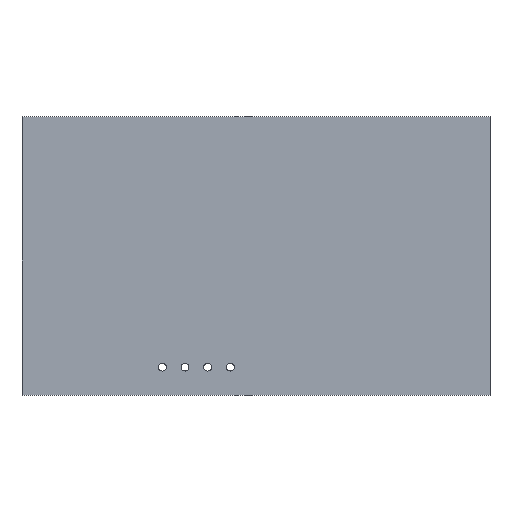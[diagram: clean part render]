
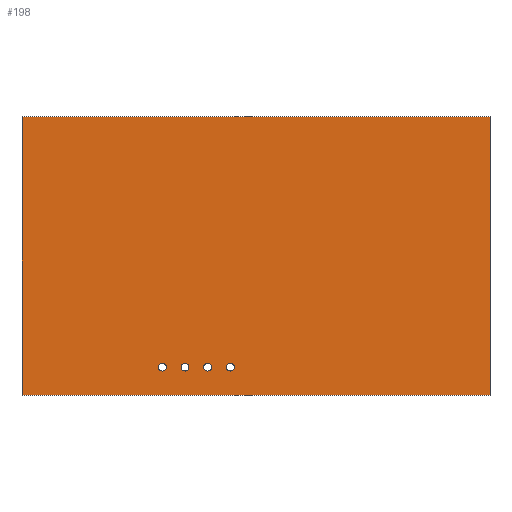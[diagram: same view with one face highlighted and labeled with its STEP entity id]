
A CAD part, top view. The second image highlights one B-rep face of the part: STEP entity #198.
In plain terms, the highlighted planar face has unit normal (0, 0, 1).
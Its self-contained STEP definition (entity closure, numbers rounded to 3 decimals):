
#42 = VERTEX_POINT('',#43);
#43 = CARTESIAN_POINT('',(66.853,-20.828,1.51));
#49 = EDGE_CURVE('',#42,#50,#52,.T.);
#50 = VERTEX_POINT('',#51);
#51 = CARTESIAN_POINT('',(14.351,-20.828,1.51));
#52 = LINE('',#53,#54);
#53 = CARTESIAN_POINT('',(66.853,-20.828,1.51));
#54 = VECTOR('',#55,1.);
#55 = DIRECTION('',(-1.,0.,0.));
#82 = VERTEX_POINT('',#83);
#83 = CARTESIAN_POINT('',(66.853,10.439,1.51));
#89 = EDGE_CURVE('',#82,#42,#90,.T.);
#90 = LINE('',#91,#92);
#91 = CARTESIAN_POINT('',(66.853,10.439,1.51));
#92 = VECTOR('',#93,1.);
#93 = DIRECTION('',(0.,-1.,0.));
#111 = EDGE_CURVE('',#50,#112,#114,.T.);
#112 = VERTEX_POINT('',#113);
#113 = CARTESIAN_POINT('',(14.351,10.439,1.51));
#114 = LINE('',#115,#116);
#115 = CARTESIAN_POINT('',(14.351,-20.828,1.51));
#116 = VECTOR('',#117,1.);
#117 = DIRECTION('',(0.,1.,0.));
#198 = ADVANCED_FACE('',(#199,#210,#221,#232,#243),#254,.T.);
#199 = FACE_BOUND('',#200,.T.);
#200 = EDGE_LOOP('',(#201,#202,#203,#209));
#201 = ORIENTED_EDGE('',*,*,#49,.F.);
#202 = ORIENTED_EDGE('',*,*,#89,.F.);
#203 = ORIENTED_EDGE('',*,*,#204,.F.);
#204 = EDGE_CURVE('',#112,#82,#205,.T.);
#205 = LINE('',#206,#207);
#206 = CARTESIAN_POINT('',(14.351,10.439,1.51));
#207 = VECTOR('',#208,1.);
#208 = DIRECTION('',(1.,0.,0.));
#209 = ORIENTED_EDGE('',*,*,#111,.F.);
#210 = FACE_BOUND('',#211,.T.);
#211 = EDGE_LOOP('',(#212));
#212 = ORIENTED_EDGE('',*,*,#213,.T.);
#213 = EDGE_CURVE('',#214,#214,#216,.T.);
#214 = VERTEX_POINT('',#215);
#215 = CARTESIAN_POINT('',(30.099,-18.098,1.51));
#216 = CIRCLE('',#217,0.445);
#217 = AXIS2_PLACEMENT_3D('',#218,#219,#220);
#218 = CARTESIAN_POINT('',(30.099,-17.653,1.51));
#219 = DIRECTION('',(-0.,0.,-1.));
#220 = DIRECTION('',(-0.,-1.,0.));
#221 = FACE_BOUND('',#222,.T.);
#222 = EDGE_LOOP('',(#223));
#223 = ORIENTED_EDGE('',*,*,#224,.T.);
#224 = EDGE_CURVE('',#225,#225,#227,.T.);
#225 = VERTEX_POINT('',#226);
#226 = CARTESIAN_POINT('',(37.719,-18.098,1.51));
#227 = CIRCLE('',#228,0.445);
#228 = AXIS2_PLACEMENT_3D('',#229,#230,#231);
#229 = CARTESIAN_POINT('',(37.719,-17.653,1.51));
#230 = DIRECTION('',(-0.,0.,-1.));
#231 = DIRECTION('',(-0.,-1.,0.));
#232 = FACE_BOUND('',#233,.T.);
#233 = EDGE_LOOP('',(#234));
#234 = ORIENTED_EDGE('',*,*,#235,.T.);
#235 = EDGE_CURVE('',#236,#236,#238,.T.);
#236 = VERTEX_POINT('',#237);
#237 = CARTESIAN_POINT('',(32.639,-18.098,1.51));
#238 = CIRCLE('',#239,0.445);
#239 = AXIS2_PLACEMENT_3D('',#240,#241,#242);
#240 = CARTESIAN_POINT('',(32.639,-17.653,1.51));
#241 = DIRECTION('',(-0.,0.,-1.));
#242 = DIRECTION('',(0.,-1.,-0.));
#243 = FACE_BOUND('',#244,.T.);
#244 = EDGE_LOOP('',(#245));
#245 = ORIENTED_EDGE('',*,*,#246,.T.);
#246 = EDGE_CURVE('',#247,#247,#249,.T.);
#247 = VERTEX_POINT('',#248);
#248 = CARTESIAN_POINT('',(35.179,-18.098,1.51));
#249 = CIRCLE('',#250,0.445);
#250 = AXIS2_PLACEMENT_3D('',#251,#252,#253);
#251 = CARTESIAN_POINT('',(35.179,-17.653,1.51));
#252 = DIRECTION('',(-0.,0.,-1.));
#253 = DIRECTION('',(-0.,-1.,0.));
#254 = PLANE('',#255);
#255 = AXIS2_PLACEMENT_3D('',#256,#257,#258);
#256 = CARTESIAN_POINT('',(0.,0.,1.51));
#257 = DIRECTION('',(0.,0.,1.));
#258 = DIRECTION('',(1.,0.,-0.));
